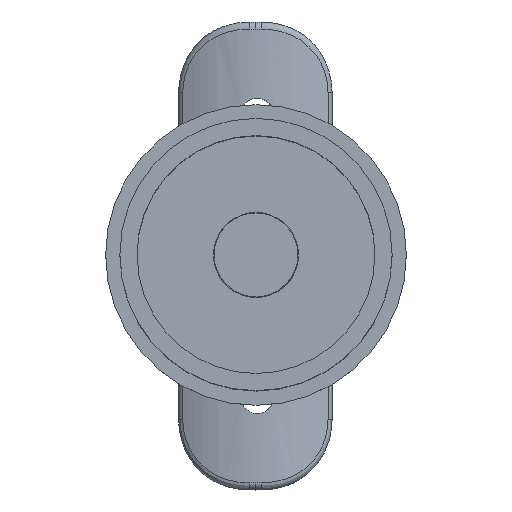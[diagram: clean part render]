
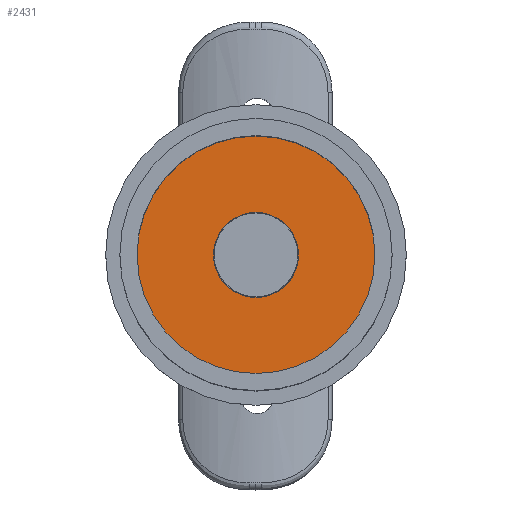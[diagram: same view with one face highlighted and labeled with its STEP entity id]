
A CAD part, top view. The second image highlights one B-rep face of the part: STEP entity #2431.
In plain terms, the highlighted planar face has unit normal (0, 0, 1).
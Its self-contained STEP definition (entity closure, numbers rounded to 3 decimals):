
#183 = CIRCLE ( 'NONE', #2945, 16.777 ) ;
#325 = DIRECTION ( 'NONE',  ( -1., 0., 0. ) ) ;
#366 = CARTESIAN_POINT ( 'NONE',  ( -6., 0., 13.922 ) ) ;
#408 = PLANE ( 'NONE',  #1541 ) ;
#435 = DIRECTION ( 'NONE',  ( 0., 0., 1. ) ) ;
#764 = DIRECTION ( 'NONE',  ( -1., 0., 0. ) ) ;
#1383 = ORIENTED_EDGE ( 'NONE', *, *, #4328, .F. ) ;
#1389 = VERTEX_POINT ( 'NONE', #4357 ) ;
#1518 = VERTEX_POINT ( 'NONE', #1660 ) ;
#1519 = DIRECTION ( 'NONE',  ( 0., 0., -1. ) ) ;
#1541 = AXIS2_PLACEMENT_3D ( 'NONE', #366, #435, #4251 ) ;
#1660 = CARTESIAN_POINT ( 'NONE',  ( 16.777, 0., 13.922 ) ) ;
#1813 = CIRCLE ( 'NONE', #2463, 6. ) ;
#1834 = EDGE_CURVE ( 'NONE', #2068, #3927, #1813, .T. ) ;
#1948 = DIRECTION ( 'NONE',  ( 0., 0., -1. ) ) ;
#2048 = AXIS2_PLACEMENT_3D ( 'NONE', #4537, #1948, #325 ) ;
#2068 = VERTEX_POINT ( 'NONE', #4735 ) ;
#2248 = CARTESIAN_POINT ( 'NONE',  ( 6., 0., 13.922 ) ) ;
#2431 = ADVANCED_FACE ( 'NONE', ( #2751, #3463 ), #408, .T. ) ;
#2463 = AXIS2_PLACEMENT_3D ( 'NONE', #2518, #3650, #4413 ) ;
#2518 = CARTESIAN_POINT ( 'NONE',  ( 0., 0., 13.922 ) ) ;
#2751 = FACE_BOUND ( 'NONE', #3662, .T. ) ;
#2767 = AXIS2_PLACEMENT_3D ( 'NONE', #4242, #1519, #764 ) ;
#2945 = AXIS2_PLACEMENT_3D ( 'NONE', #4763, #3613, #3238 ) ;
#2998 = EDGE_CURVE ( 'NONE', #1518, #1389, #4964, .T. ) ;
#3238 = DIRECTION ( 'NONE',  ( -1., 0., 0. ) ) ;
#3463 = FACE_OUTER_BOUND ( 'NONE', #4828, .T. ) ;
#3613 = DIRECTION ( 'NONE',  ( 0., 0., -1. ) ) ;
#3650 = DIRECTION ( 'NONE',  ( 0., 0., -1. ) ) ;
#3662 = EDGE_LOOP ( 'NONE', ( #4099, #4669 ) ) ;
#3925 = ORIENTED_EDGE ( 'NONE', *, *, #2998, .F. ) ;
#3927 = VERTEX_POINT ( 'NONE', #2248 ) ;
#4099 = ORIENTED_EDGE ( 'NONE', *, *, #1834, .T. ) ;
#4211 = EDGE_CURVE ( 'NONE', #3927, #2068, #4394, .T. ) ;
#4242 = CARTESIAN_POINT ( 'NONE',  ( 0., 0., 13.922 ) ) ;
#4251 = DIRECTION ( 'NONE',  ( 1., 0., 0. ) ) ;
#4328 = EDGE_CURVE ( 'NONE', #1389, #1518, #183, .T. ) ;
#4357 = CARTESIAN_POINT ( 'NONE',  ( -16.777, 0., 13.922 ) ) ;
#4394 = CIRCLE ( 'NONE', #2048, 6. ) ;
#4413 = DIRECTION ( 'NONE',  ( -1., 0., 0. ) ) ;
#4537 = CARTESIAN_POINT ( 'NONE',  ( 0., 0., 13.922 ) ) ;
#4669 = ORIENTED_EDGE ( 'NONE', *, *, #4211, .T. ) ;
#4735 = CARTESIAN_POINT ( 'NONE',  ( -6., 0., 13.922 ) ) ;
#4763 = CARTESIAN_POINT ( 'NONE',  ( 0., 0., 13.922 ) ) ;
#4828 = EDGE_LOOP ( 'NONE', ( #1383, #3925 ) ) ;
#4964 = CIRCLE ( 'NONE', #2767, 16.777 ) ;
